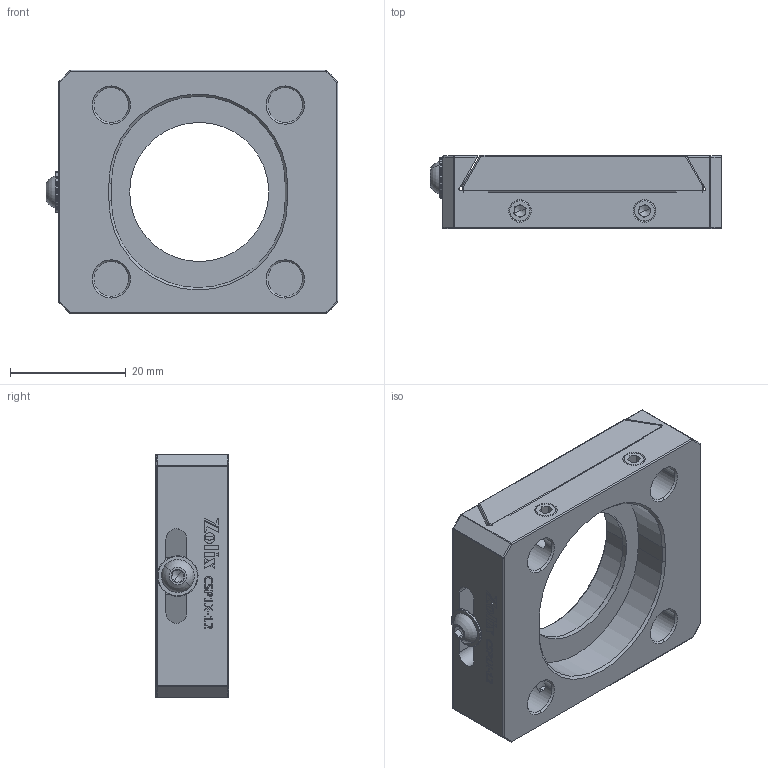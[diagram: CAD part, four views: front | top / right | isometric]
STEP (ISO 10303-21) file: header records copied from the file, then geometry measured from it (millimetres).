
FILE_DESCRIPTION (( 'STEP AP203' ), '1' );
FILE_NAME ('CSP1X-12.STEP', '2025-08-25T00:49:39', ( '' ), ( '' ), 'SwSTEP 2.0', 'SolidWorks 2020', '' );
FILE_SCHEMA (( 'CONFIG_CONTROL_DESIGN' ));
Length unit declared in the file: millimetre
Products named in the file (1): CSP1X-12
Bounding box: 50.35 x 12.6 x 42 mm (x, y, z)
Volume: 15867.7 mm3; surface area: 11117 mm2
Topology: 10 solids, 10 shells, 917 faces, 2418 edges, 1496 vertices
Faces by surface type: plane 475, bspline 172, cone 123, cylinder 113, sphere 30, torus 4
Entity records: 35736 total; most frequent: CARTESIAN_POINT 14466, ORIENTED_EDGE 4684, DIRECTION 3818, EDGE_CURVE 2342, LINE 1566, VECTOR 1566, VERTEX_POINT 1496, AXIS2_PLACEMENT_3D 1126
